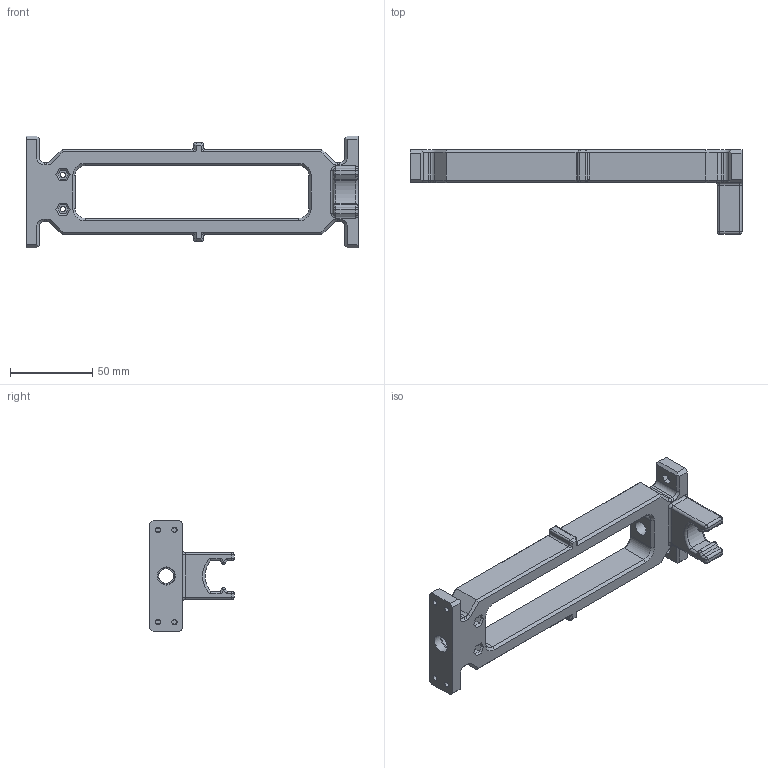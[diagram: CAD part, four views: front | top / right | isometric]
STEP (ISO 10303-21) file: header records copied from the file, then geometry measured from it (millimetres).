
FILE_DESCRIPTION(('FreeCAD Model'),'2;1');
FILE_NAME('Open CASCADE Shape Model','2022-04-16T15:41:39',('Author'),( ''),'Open CASCADE STEP processor 7.5','FreeCAD','Unknown');
FILE_SCHEMA(('AUTOMOTIVE_DESIGN { 1 0 10303 214 1 1 1 1 }'));
Length unit declared in the file: millimetre
Products named in the file (1): th3 spindle
Bounding box: 202 x 51.35 x 68 mm (x, y, z)
Volume: 120538.3 mm3; surface area: 34659.6 mm2
Topology: 1 solids, 1 shells, 312 faces, 778 edges, 478 vertices
Faces by surface type: plane 181, cylinder 84, cone 29, sphere 12, torus 6
Full cylindrical faces by diameter (mm): 3.2 x8, 9 x2, 10.2 x2, 11 x2
Entity records: 21969 total; most frequent: CARTESIAN_POINT 6191, DIRECTION 2985, LINE 1871, VECTOR 1871, ORIENTED_EDGE 1556, PCURVE 1556, DEFINITIONAL_REPRESENTATION 1556, EDGE_CURVE 778
